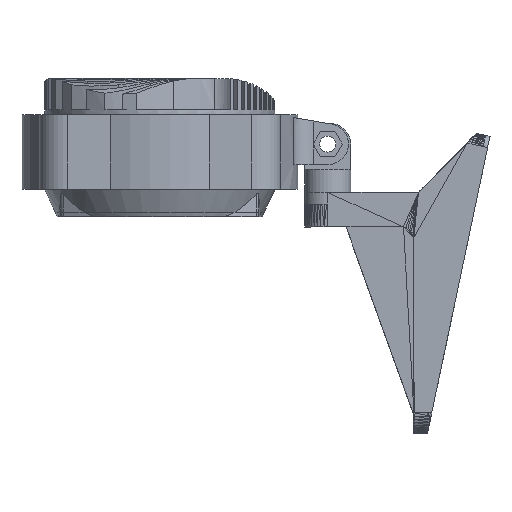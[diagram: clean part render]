
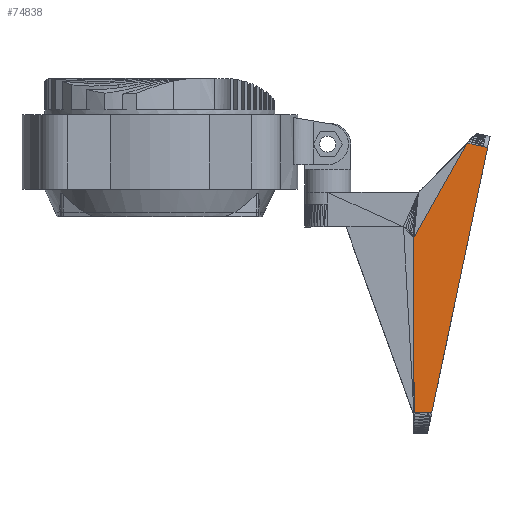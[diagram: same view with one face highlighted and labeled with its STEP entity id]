
A CAD part, left-side view. The second image highlights one B-rep face of the part: STEP entity #74838.
In plain terms, the highlighted planar face has unit normal (-1, -0.001, 0).
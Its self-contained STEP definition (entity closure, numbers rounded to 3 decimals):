
#9645=FACE_OUTER_BOUND('',#14484,.T.);
#14484=EDGE_LOOP('',(#64698,#64699,#64700,#64701,#64702,#64703,#64704,#64705,
#64706,#64707));
#19898=LINE('',#123640,#27185);
#20890=LINE('',#125784,#28177);
#21089=LINE('',#126199,#28376);
#21427=LINE('',#126909,#28714);
#21737=LINE('',#127615,#29024);
#21755=LINE('',#127716,#29042);
#21756=LINE('',#127719,#29043);
#21757=LINE('',#127721,#29044);
#27185=VECTOR('',#98095,10.);
#28177=VECTOR('',#100343,10.);
#28376=VECTOR('',#100878,10.);
#28714=VECTOR('',#101762,10.);
#29024=VECTOR('',#102670,10.);
#29042=VECTOR('',#102804,10.);
#29043=VECTOR('',#102807,10.);
#29044=VECTOR('',#102808,10.);
#34137=VERTEX_POINT('',#123637);
#34138=VERTEX_POINT('',#123639);
#34651=VERTEX_POINT('',#125780);
#34653=VERTEX_POINT('',#125783);
#34799=VERTEX_POINT('',#126904);
#34897=VERTEX_POINT('',#127613);
#34923=VERTEX_POINT('',#127718);
#34924=VERTEX_POINT('',#127720);
#42919=EDGE_CURVE('',#34138,#34137,#19898,.T.);
#43983=EDGE_CURVE('',#34651,#34653,#20890,.T.);
#44197=EDGE_CURVE('',#34653,#34137,#21089,.T.);
#44556=EDGE_CURVE('',#34138,#34799,#21427,.T.);
#44904=EDGE_CURVE('',#34897,#34651,#21737,.T.);
#44958=EDGE_CURVE('',#34897,#34799,#21755,.T.);
#44959=EDGE_CURVE('',#34923,#34137,#21756,.T.);
#44960=EDGE_CURVE('',#34924,#34137,#21757,.T.);
#64698=ORIENTED_EDGE('',*,*,#44904,.F.);
#64699=ORIENTED_EDGE('',*,*,#44958,.T.);
#64700=ORIENTED_EDGE('',*,*,#44556,.F.);
#64701=ORIENTED_EDGE('',*,*,#42919,.T.);
#64702=ORIENTED_EDGE('',*,*,#44959,.F.);
#64703=ORIENTED_EDGE('',*,*,#44959,.T.);
#64704=ORIENTED_EDGE('',*,*,#44960,.F.);
#64705=ORIENTED_EDGE('',*,*,#44960,.T.);
#64706=ORIENTED_EDGE('',*,*,#44197,.F.);
#64707=ORIENTED_EDGE('',*,*,#43983,.F.);
#69746=PLANE('',#82454);
#74838=ADVANCED_FACE('',(#9645),#69746,.T.);
#82454=AXIS2_PLACEMENT_3D('',#127717,#102805,#102806);
#98095=DIRECTION('',(0.,0.491,-0.871));
#100343=DIRECTION('',(-0.001,1.,-0.001));
#100878=DIRECTION('',(0.,0.001,1.));
#101762=DIRECTION('',(0.001,-0.979,-0.206));
#102670=DIRECTION('',(0.,0.206,-0.979));
#102804=DIRECTION('',(-0.001,0.979,0.206));
#102805=DIRECTION('center_axis',(-1.,-0.001,
0.));
#102806=DIRECTION('ref_axis',(0.,-0.206,0.979));
#102807=DIRECTION('',(0.,0.635,-0.773));
#102808=DIRECTION('',(0.,0.101,0.995));
#123637=CARTESIAN_POINT('',(-74.356,-52.61,-63.712));
#123639=CARTESIAN_POINT('',(-74.344,-75.714,-22.726));
#123640=CARTESIAN_POINT('',(-74.344,-75.714,-22.726));
#125780=CARTESIAN_POINT('',(-74.352,-60.38,-140.207));
#125783=CARTESIAN_POINT('',(-74.356,-52.665,-140.212));
#125784=CARTESIAN_POINT('',(-74.352,-60.38,-140.207));
#126199=CARTESIAN_POINT('',(-74.356,-52.665,-140.212));
#126904=CARTESIAN_POINT('',(-74.34,-82.759,-24.209));
#126909=CARTESIAN_POINT('',(-74.344,-75.714,-22.726));
#127613=CARTESIAN_POINT('',(-74.339,-84.716,-24.622));
#127615=CARTESIAN_POINT('',(-74.339,-84.716,-24.622));
#127716=CARTESIAN_POINT('',(-74.339,-84.716,-24.622));
#127717=CARTESIAN_POINT('Origin',(-74.352,-60.38,-140.207));
#127718=CARTESIAN_POINT('',(-74.34,-81.968,-27.968));
#127719=CARTESIAN_POINT('',(-74.339,-84.716,-24.622));
#127720=CARTESIAN_POINT('',(-74.352,-59.715,-133.659));
#127721=CARTESIAN_POINT('',(-74.352,-60.38,-140.207));
